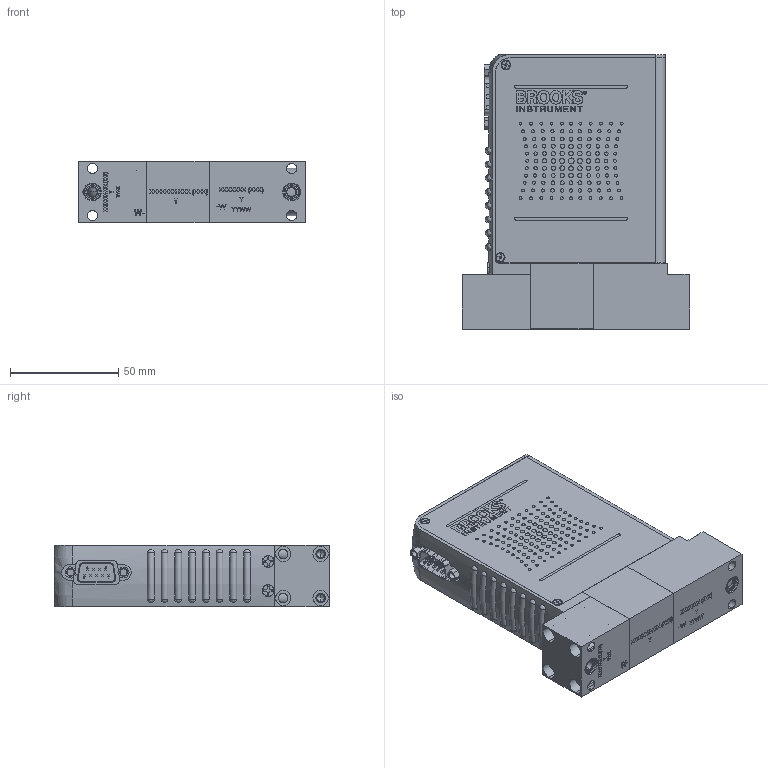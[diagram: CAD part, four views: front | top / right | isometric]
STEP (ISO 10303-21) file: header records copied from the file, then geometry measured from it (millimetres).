
FILE_DESCRIPTION (( 'STEP AP203' ), '1' );
FILE_NAME ('GF100-GF120-GF-125-WX-SX.STEP', '2020-01-07T21:33:48', ( '' ), ( '' ), 'SwSTEP 2.0', 'SolidWorks 2019', '' );
FILE_SCHEMA (( 'CONFIG_CONTROL_DESIGN' ));
Length unit declared in the file: inch
Products named in the file (2): GF100-GF120-GF-125-WX-SX
Bounding box: 104.95 x 127 x 28.45 mm (x, y, z)
Volume: 118153.3 mm3; surface area: 81409 mm2
Topology: 26 solids, 28 shells, 3812 faces, 9773 edges, 6412 vertices
Faces by surface type: plane 1949, bspline 1368, cylinder 291, cone 150, torus 38, sphere 16
Entity records: 130100 total; most frequent: CARTESIAN_POINT 46437, ORIENTED_EDGE 19478, DIRECTION 12508, EDGE_CURVE 9739, VERTEX_POINT 6408, LINE 6002, VECTOR 6002, EDGE_LOOP 4369
